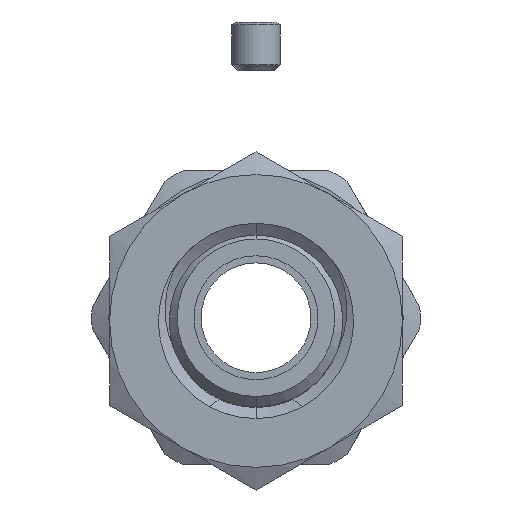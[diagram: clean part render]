
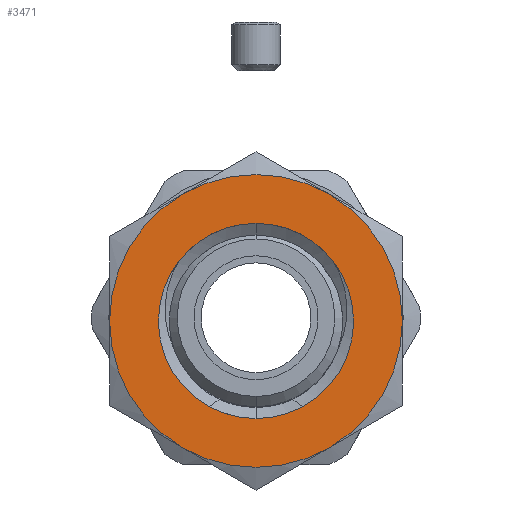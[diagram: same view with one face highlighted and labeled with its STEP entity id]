
A CAD part, front view. The second image highlights one B-rep face of the part: STEP entity #3471.
In plain terms, the highlighted planar face has unit normal (0, -1, 0).
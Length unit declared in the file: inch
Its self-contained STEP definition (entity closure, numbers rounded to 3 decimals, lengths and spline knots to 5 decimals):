
#35 = VERTEX_POINT ( 'NONE', #4120 ) ;
#48 = CIRCLE ( 'NONE', #2951, 0.31496 ) ;
#117 = VERTEX_POINT ( 'NONE', #1193 ) ;
#118 = DIRECTION ( 'NONE',  ( 0., -1., 0. ) ) ;
#121 = DIRECTION ( 'NONE',  ( 0., 1., 0. ) ) ;
#248 = CARTESIAN_POINT ( 'NONE',  ( 0., -0.15748, 0. ) ) ;
#268 = EDGE_CURVE ( 'NONE', #279, #35, #955, .T. ) ;
#279 = VERTEX_POINT ( 'NONE', #2764 ) ;
#370 = CARTESIAN_POINT ( 'NONE',  ( -0.47244, -0.15748, -0.81829 ) ) ;
#388 = EDGE_CURVE ( 'NONE', #117, #1362, #4251, .T. ) ;
#398 = AXIS2_PLACEMENT_3D ( 'NONE', #370, #2256, #1133 ) ;
#468 = CARTESIAN_POINT ( 'NONE',  ( 0., -0.15748, 0. ) ) ;
#504 = CARTESIAN_POINT ( 'NONE',  ( 0., -0.15748, 0. ) ) ;
#519 = ORIENTED_EDGE ( 'NONE', *, *, #1343, .F. ) ;
#599 = EDGE_CURVE ( 'NONE', #35, #2907, #2787, .T. ) ;
#618 = DIRECTION ( 'NONE',  ( 0., 0., 1. ) ) ;
#662 = EDGE_CURVE ( 'NONE', #3975, #4350, #3536, .T. ) ;
#696 = EDGE_LOOP ( 'NONE', ( #3154, #1855, #1379, #1119, #913, #4678 ) ) ;
#817 = CARTESIAN_POINT ( 'NONE',  ( -0.1506, -0.15748, -0.27662 ) ) ;
#854 = DIRECTION ( 'NONE',  ( 0., 0., 1. ) ) ;
#871 = EDGE_CURVE ( 'NONE', #2907, #3366, #3951, .T. ) ;
#878 = DIRECTION ( 'NONE',  ( -1., 0., 0. ) ) ;
#913 = ORIENTED_EDGE ( 'NONE', *, *, #871, .F. ) ;
#923 = CARTESIAN_POINT ( 'NONE',  ( 0., -0.15748, 0. ) ) ;
#955 = CIRCLE ( 'NONE', #4683, 0.47244 ) ;
#1004 = CIRCLE ( 'NONE', #1266, 0.47244 ) ;
#1076 = AXIS2_PLACEMENT_3D ( 'NONE', #1329, #3957, #1709 ) ;
#1097 = DIRECTION ( 'NONE',  ( 0., 1., 0. ) ) ;
#1119 = ORIENTED_EDGE ( 'NONE', *, *, #2744, .F. ) ;
#1133 = DIRECTION ( 'NONE',  ( 0., 0., 1. ) ) ;
#1138 = ORIENTED_EDGE ( 'NONE', *, *, #1774, .F. ) ;
#1144 = CARTESIAN_POINT ( 'NONE',  ( 0., -0.15748, 0. ) ) ;
#1193 = CARTESIAN_POINT ( 'NONE',  ( 0.24939, -0.15748, 0.19237 ) ) ;
#1264 = AXIS2_PLACEMENT_3D ( 'NONE', #1541, #4228, #1983 ) ;
#1266 = AXIS2_PLACEMENT_3D ( 'NONE', #3343, #1097, #3720 ) ;
#1268 = CARTESIAN_POINT ( 'NONE',  ( 0., -0.15748, 0. ) ) ;
#1293 = VERTEX_POINT ( 'NONE', #3454 ) ;
#1329 = CARTESIAN_POINT ( 'NONE',  ( 0., -0.15748, 0. ) ) ;
#1343 = EDGE_CURVE ( 'NONE', #2690, #117, #2179, .T. ) ;
#1362 = VERTEX_POINT ( 'NONE', #4674 ) ;
#1370 = EDGE_CURVE ( 'NONE', #4350, #2690, #48, .T. ) ;
#1379 = ORIENTED_EDGE ( 'NONE', *, *, #3237, .F. ) ;
#1454 = ORIENTED_EDGE ( 'NONE', *, *, #4509, .F. ) ;
#1541 = CARTESIAN_POINT ( 'NONE',  ( 0., -0.15748, 0. ) ) ;
#1551 = CARTESIAN_POINT ( 'NONE',  ( 0.23622, -0.15748, -0.40915 ) ) ;
#1692 = CARTESIAN_POINT ( 'NONE',  ( 0., -0.15748, 0. ) ) ;
#1709 = DIRECTION ( 'NONE',  ( 0., 0., -1. ) ) ;
#1774 = EDGE_CURVE ( 'NONE', #2286, #3975, #2201, .T. ) ;
#1855 = ORIENTED_EDGE ( 'NONE', *, *, #4565, .F. ) ;
#1943 = AXIS2_PLACEMENT_3D ( 'NONE', #923, #2435, #4717 ) ;
#1983 = DIRECTION ( 'NONE',  ( 0., 0., -1. ) ) ;
#2137 = ORIENTED_EDGE ( 'NONE', *, *, #1370, .F. ) ;
#2179 = CIRCLE ( 'NONE', #1943, 0.31496 ) ;
#2201 = CIRCLE ( 'NONE', #4845, 0.31496 ) ;
#2256 = DIRECTION ( 'NONE',  ( 0., 1., 0. ) ) ;
#2286 = VERTEX_POINT ( 'NONE', #2494 ) ;
#2331 = CIRCLE ( 'NONE', #3018, 0.47244 ) ;
#2335 = DIRECTION ( 'NONE',  ( 0., 1., 0. ) ) ;
#2398 = CARTESIAN_POINT ( 'NONE',  ( 0., -0.15748, 0. ) ) ;
#2435 = DIRECTION ( 'NONE',  ( 0., -1., 0. ) ) ;
#2494 = CARTESIAN_POINT ( 'NONE',  ( -0.24939, -0.15748, 0.19237 ) ) ;
#2521 = DIRECTION ( 'NONE',  ( 0., -1., 0. ) ) ;
#2616 = CIRCLE ( 'NONE', #4299, 0.47244 ) ;
#2690 = VERTEX_POINT ( 'NONE', #3413 ) ;
#2699 = FACE_BOUND ( 'NONE', #3026, .T. ) ;
#2744 = EDGE_CURVE ( 'NONE', #3366, #4022, #2616, .T. ) ;
#2763 = DIRECTION ( 'NONE',  ( 0., 0., -1. ) ) ;
#2764 = CARTESIAN_POINT ( 'NONE',  ( -0.23622, -0.15748, 0.40915 ) ) ;
#2765 = DIRECTION ( 'NONE',  ( -1., 0., 0. ) ) ;
#2787 = CIRCLE ( 'NONE', #3595, 0.47244 ) ;
#2890 = DIRECTION ( 'NONE',  ( 0., 1., 0. ) ) ;
#2907 = VERTEX_POINT ( 'NONE', #4170 ) ;
#2918 = CIRCLE ( 'NONE', #1264, 0.31496 ) ;
#2927 = FACE_OUTER_BOUND ( 'NONE', #696, .T. ) ;
#2951 = AXIS2_PLACEMENT_3D ( 'NONE', #1692, #3185, #3180 ) ;
#3018 = AXIS2_PLACEMENT_3D ( 'NONE', #468, #3115, #854 ) ;
#3026 = EDGE_LOOP ( 'NONE', ( #3217, #1138, #1454, #3288, #519, #2137 ) ) ;
#3115 = DIRECTION ( 'NONE',  ( 0., 1., 0. ) ) ;
#3139 = DIRECTION ( 'NONE',  ( 0., 1., 0. ) ) ;
#3154 = ORIENTED_EDGE ( 'NONE', *, *, #268, .F. ) ;
#3180 = DIRECTION ( 'NONE',  ( 0., 0., -1. ) ) ;
#3185 = DIRECTION ( 'NONE',  ( 0., -1., 0. ) ) ;
#3217 = ORIENTED_EDGE ( 'NONE', *, *, #662, .F. ) ;
#3237 = EDGE_CURVE ( 'NONE', #4022, #1293, #1004, .T. ) ;
#3266 = AXIS2_PLACEMENT_3D ( 'NONE', #1144, #2335, #4547 ) ;
#3288 = ORIENTED_EDGE ( 'NONE', *, *, #388, .F. ) ;
#3343 = CARTESIAN_POINT ( 'NONE',  ( 0., -0.15748, 0. ) ) ;
#3366 = VERTEX_POINT ( 'NONE', #1551 ) ;
#3381 = PLANE ( 'NONE',  #398 ) ;
#3413 = CARTESIAN_POINT ( 'NONE',  ( 0.1506, -0.15748, -0.27662 ) ) ;
#3454 = CARTESIAN_POINT ( 'NONE',  ( -0.47244, -0.15748, 0. ) ) ;
#3471 = ADVANCED_FACE ( 'NONE', ( #2927, #2699 ), #3381, .F. ) ;
#3536 = CIRCLE ( 'NONE', #4592, 0.31496 ) ;
#3595 = AXIS2_PLACEMENT_3D ( 'NONE', #248, #2890, #618 ) ;
#3656 = CARTESIAN_POINT ( 'NONE',  ( 0., -0.15748, -0.31496 ) ) ;
#3720 = DIRECTION ( 'NONE',  ( -1., 0., 0. ) ) ;
#3951 = CIRCLE ( 'NONE', #3266, 0.47244 ) ;
#3957 = DIRECTION ( 'NONE',  ( 0., -1., 0. ) ) ;
#3975 = VERTEX_POINT ( 'NONE', #817 ) ;
#3998 = DIRECTION ( 'NONE',  ( 1., 0., 0. ) ) ;
#4022 = VERTEX_POINT ( 'NONE', #4230 ) ;
#4120 = CARTESIAN_POINT ( 'NONE',  ( 0.23622, -0.15748, 0.40915 ) ) ;
#4170 = CARTESIAN_POINT ( 'NONE',  ( 0.47244, -0.15748, 0. ) ) ;
#4228 = DIRECTION ( 'NONE',  ( 0., -1., 0. ) ) ;
#4230 = CARTESIAN_POINT ( 'NONE',  ( -0.23622, -0.15748, -0.40915 ) ) ;
#4251 = CIRCLE ( 'NONE', #1076, 0.31496 ) ;
#4299 = AXIS2_PLACEMENT_3D ( 'NONE', #2398, #121, #2765 ) ;
#4350 = VERTEX_POINT ( 'NONE', #3656 ) ;
#4378 = CARTESIAN_POINT ( 'NONE',  ( 0., -0.15748, 0. ) ) ;
#4509 = EDGE_CURVE ( 'NONE', #1362, #2286, #2918, .T. ) ;
#4547 = DIRECTION ( 'NONE',  ( 0., 0., 1. ) ) ;
#4565 = EDGE_CURVE ( 'NONE', #1293, #279, #2331, .T. ) ;
#4592 = AXIS2_PLACEMENT_3D ( 'NONE', #1268, #118, #2763 ) ;
#4674 = CARTESIAN_POINT ( 'NONE',  ( 0., -0.15748, 0.31496 ) ) ;
#4678 = ORIENTED_EDGE ( 'NONE', *, *, #599, .F. ) ;
#4683 = AXIS2_PLACEMENT_3D ( 'NONE', #504, #3139, #878 ) ;
#4717 = DIRECTION ( 'NONE',  ( 0., 0., -1. ) ) ;
#4845 = AXIS2_PLACEMENT_3D ( 'NONE', #4378, #2521, #3998 ) ;
